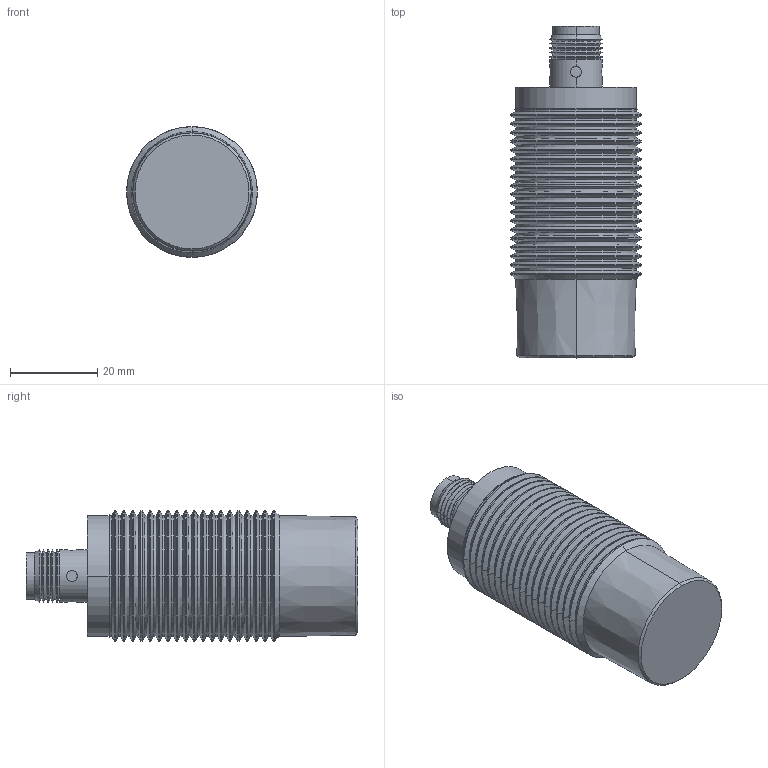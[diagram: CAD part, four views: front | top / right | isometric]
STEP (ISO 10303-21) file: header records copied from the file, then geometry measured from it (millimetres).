
FILE_DESCRIPTION(('STEP AP214'),'1');
FILE_NAME('cctmp_4FDC4091-6D71-4606-86F6-9DB10F44A012_2021_2_25_10_52_30_590..stp','2021-02-25T09:52:30',('Pepperl+Fuchs GmbH'),('CADClick - www.CADClick.com'),'Spatial InterOp 3D',' ','unknown authorization');
FILE_SCHEMA(('AUTOMOTIVE_DESIGN { 1 0 10303 214 1 1 1 1 }'));
Length unit declared in the file: millimetre
Products named in the file (1): 2021_02_25__10-52-30-584
Bounding box: 30 x 76 x 30 mm (x, y, z)
Volume: 30529.8 mm3; surface area: 13642.4 mm2
Topology: 1 solids, 3 shells, 272 faces, 606 edges, 335 vertices
Faces by surface type: cylinder 127, cone 116, plane 23, sphere 6
Entity records: 9884 total; most frequent: CARTESIAN_POINT 1620, DIRECTION 1402, ORIENTED_EDGE 1184, EDGE_CURVE 592, AXIS2_PLACEMENT_3D 573, VERTEX_POINT 335, CIRCLE 300, EDGE_LOOP 289
